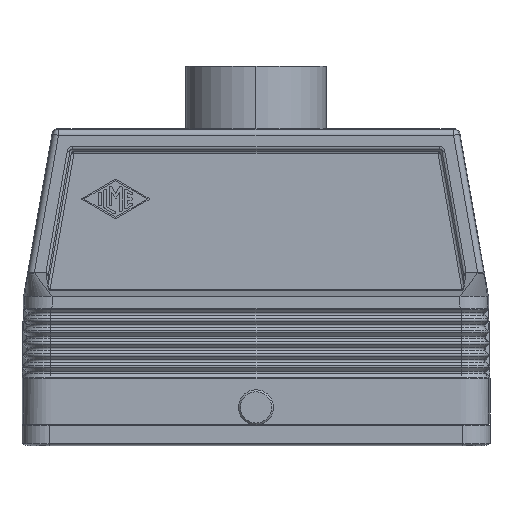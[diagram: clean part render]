
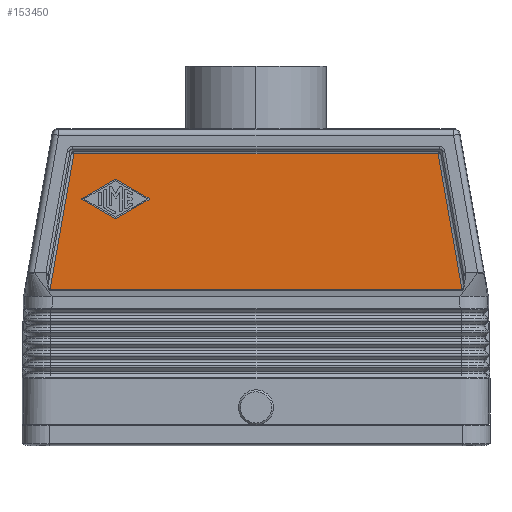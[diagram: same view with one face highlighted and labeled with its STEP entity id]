
A CAD part, left-side view. The second image highlights one B-rep face of the part: STEP entity #153450.
In plain terms, the highlighted planar face has unit normal (-1, 0, 0).
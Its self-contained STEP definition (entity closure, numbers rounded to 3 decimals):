
#26140=CARTESIAN_POINT('',(374.083,-12.317,
48.893));
#26150=DIRECTION('',(1.,0.,0.));
#26160=DIRECTION('',(0.,1.,0.));
#26170=AXIS2_PLACEMENT_3D('',#26140,#26150,#26160);
#26180=PLANE('',#26170);
#145110=CARTESIAN_POINT('',(374.083,83.225,
34.925));
#145120=VERTEX_POINT('',#145110);
#145150=CARTESIAN_POINT('',(374.083,-2.633,
34.925));
#145160=DIRECTION('',(0.,-1.,0.));
#145170=VECTOR('',#145160,1.);
#145180=LINE('',#145150,#145170);
#145190=CARTESIAN_POINT('',(374.083,-22.413,
34.925));
#145200=VERTEX_POINT('',#145190);
#145210=EDGE_CURVE('',#145120,#145200,#145180,.T.);
#149590=CARTESIAN_POINT('',(374.083,-16.265,
69.818));
#149600=VERTEX_POINT('',#149590);
#150520=CARTESIAN_POINT('',(374.083,-26.411,
12.233));
#150530=DIRECTION('',(0.,-0.174,-0.985));
#150540=VECTOR('',#150530,1.);
#150550=LINE('',#150520,#150540);
#150560=EDGE_CURVE('',#149600,#145200,#150550,.T.);
#152570=ORIENTED_EDGE('',*,*,#145210,.T.);
#152580=CARTESIAN_POINT('',(374.083,87.223,
12.233));
#152590=DIRECTION('',(0.,0.174,-0.985));
#152600=VECTOR('',#152590,1.);
#152610=LINE('',#152580,#152600);
#152620=CARTESIAN_POINT('',(374.083,77.078,
69.818));
#152630=VERTEX_POINT('',#152620);
#152640=EDGE_CURVE('',#152630,#145120,#152610,.T.);
#152650=ORIENTED_EDGE('',*,*,#152640,.T.);
#152660=CARTESIAN_POINT('',(374.083,70.873,
69.818));
#152670=DIRECTION('',(0.,1.,0.));
#152680=VECTOR('',#152670,1.);
#152690=LINE('',#152660,#152680);
#152700=EDGE_CURVE('',#149600,#152630,#152690,.T.);
#152710=ORIENTED_EDGE('',*,*,#152700,.T.);
#152720=ORIENTED_EDGE('',*,*,#150560,.F.);
#152730=EDGE_LOOP('',(#152720,#152710,#152650,#152570));
#152740=FACE_OUTER_BOUND('',#152730,.T.);
#152750=CARTESIAN_POINT('',(374.083,44.373,
75.877));
#152760=DIRECTION('',(0.,0.868,-0.496));
#152770=VECTOR('',#152760,1.);
#152780=LINE('',#152750,#152770);
#152790=CARTESIAN_POINT('',(374.083,66.572,
63.188));
#152800=VERTEX_POINT('',#152790);
#152810=CARTESIAN_POINT('',(374.083,74.988,
58.377));
#152820=VERTEX_POINT('',#152810);
#152830=EDGE_CURVE('',#152800,#152820,#152780,.T.);
#152840=ORIENTED_EDGE('',*,*,#152830,.F.);
#152850=CARTESIAN_POINT('',(374.083,74.905,
58.233));
#152860=DIRECTION('',(-1.,0.,0.));
#152870=DIRECTION('',(0.,-1.,0.));
#152880=AXIS2_PLACEMENT_3D('',#152850,#152860,#152870);
#152890=CIRCLE('',#152880,0.167);
#152900=CARTESIAN_POINT('',(374.083,74.988,
58.088));
#152910=VERTEX_POINT('',#152900);
#152920=EDGE_CURVE('',#152820,#152910,#152890,.T.);
#152930=ORIENTED_EDGE('',*,*,#152920,.F.);
#152940=CARTESIAN_POINT('',(374.083,44.373,
40.588));
#152950=DIRECTION('',(0.,-0.868,-0.496));
#152960=VECTOR('',#152950,1.);
#152970=LINE('',#152940,#152960);
#152980=CARTESIAN_POINT('',(374.083,66.572,
53.277));
#152990=VERTEX_POINT('',#152980);
#153000=EDGE_CURVE('',#152910,#152990,#152970,.T.);
#153010=ORIENTED_EDGE('',*,*,#153000,.F.);
#153020=CARTESIAN_POINT('',(374.083,66.406,
53.566));
#153030=DIRECTION('',(-1.,0.,0.));
#153040=DIRECTION('',(0.,-1.,0.));
#153050=AXIS2_PLACEMENT_3D('',#153020,#153030,#153040);
#153060=CIRCLE('',#153050,0.333);
#153070=CARTESIAN_POINT('',(374.083,66.241,
53.277));
#153080=VERTEX_POINT('',#153070);
#153090=EDGE_CURVE('',#152990,#153080,#153060,.T.);
#153100=ORIENTED_EDGE('',*,*,#153090,.F.);
#153110=CARTESIAN_POINT('',(374.083,44.373,
65.777));
#153120=DIRECTION('',(0.,-0.868,0.496));
#153130=VECTOR('',#153120,1.);
#153140=LINE('',#153110,#153130);
#153150=CARTESIAN_POINT('',(374.083,57.824,
58.088));
#153160=VERTEX_POINT('',#153150);
#153170=EDGE_CURVE('',#153080,#153160,#153140,.T.);
#153180=ORIENTED_EDGE('',*,*,#153170,.F.);
#153190=CARTESIAN_POINT('',(374.083,57.907,
58.233));
#153200=DIRECTION('',(-1.,0.,0.));
#153210=DIRECTION('',(0.,-1.,0.));
#153220=AXIS2_PLACEMENT_3D('',#153190,#153200,#153210);
#153230=CIRCLE('',#153220,0.167);
#153240=CARTESIAN_POINT('',(374.083,57.824,
58.377));
#153250=VERTEX_POINT('',#153240);
#153260=EDGE_CURVE('',#153160,#153250,#153230,.T.);
#153270=ORIENTED_EDGE('',*,*,#153260,.F.);
#153280=CARTESIAN_POINT('',(374.083,44.373,
50.688));
#153290=DIRECTION('',(0.,0.868,0.496));
#153300=VECTOR('',#153290,1.);
#153310=LINE('',#153280,#153300);
#153320=CARTESIAN_POINT('',(374.083,66.241,
63.188));
#153330=VERTEX_POINT('',#153320);
#153340=EDGE_CURVE('',#153250,#153330,#153310,.T.);
#153350=ORIENTED_EDGE('',*,*,#153340,.F.);
#153360=CARTESIAN_POINT('',(374.083,66.406,
62.899));
#153370=DIRECTION('',(-1.,0.,0.));
#153380=DIRECTION('',(0.,-1.,0.));
#153390=AXIS2_PLACEMENT_3D('',#153360,#153370,#153380);
#153400=CIRCLE('',#153390,0.333);
#153410=EDGE_CURVE('',#153330,#152800,#153400,.T.);
#153420=ORIENTED_EDGE('',*,*,#153410,.F.);
#153430=EDGE_LOOP('',(#153420,#153350,#153270,#153180,#153100,#153010,
#152930,#152840));
#153440=FACE_BOUND('',#153430,.T.);
#153450=ADVANCED_FACE('',(#152740,#153440),#26180,.F.);
